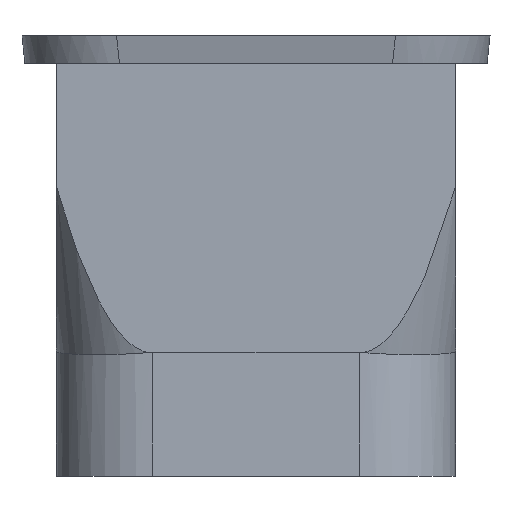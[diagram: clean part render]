
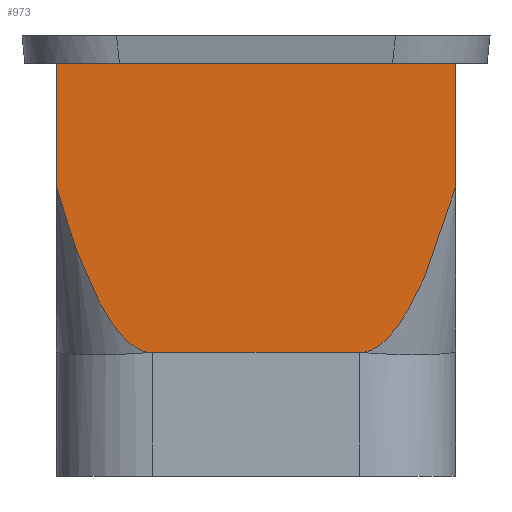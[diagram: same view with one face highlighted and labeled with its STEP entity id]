
A CAD part, left-side view. The second image highlights one B-rep face of the part: STEP entity #973.
In plain terms, the highlighted planar face has unit normal (-1, 0, 0).
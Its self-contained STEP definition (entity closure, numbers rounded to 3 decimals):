
#379 = VERTEX_POINT('',#380);
#380 = CARTESIAN_POINT('',(0.,7.,9.));
#402 = VERTEX_POINT('',#403);
#403 = CARTESIAN_POINT('',(0.,22.,9.));
#411 = EDGE_CURVE('',#402,#379,#412,.T.);
#412 = LINE('',#413,#414);
#413 = CARTESIAN_POINT('',(0.,29.,9.));
#414 = VECTOR('',#415,1.);
#415 = DIRECTION('',(0.,-1.,0.));
#901 = VERTEX_POINT('',#902);
#902 = CARTESIAN_POINT('',(0.,0.,21.022));
#909 = EDGE_CURVE('',#901,#910,#912,.T.);
#910 = VERTEX_POINT('',#911);
#911 = CARTESIAN_POINT('',(0.,0.,30.));
#912 = LINE('',#913,#914);
#913 = CARTESIAN_POINT('',(0.,0.,0.));
#914 = VECTOR('',#915,1.);
#915 = DIRECTION('',(0.,0.,1.));
#936 = EDGE_CURVE('',#901,#937,#939,.T.);
#937 = VERTEX_POINT('',#938);
#938 = CARTESIAN_POINT('',(0.,6.864,9.));
#939 = ELLIPSE('',#940,30.266,7.);
#940 = AXIS2_PLACEMENT_3D('',#941,#942,#943);
#941 = CARTESIAN_POINT('',(0.,3.77,39.098));
#942 = DIRECTION('',(1.,0.,0.));
#943 = DIRECTION('',(0.,-0.108,0.994));
#961 = EDGE_CURVE('',#937,#379,#962,.T.);
#962 = LINE('',#963,#964);
#963 = CARTESIAN_POINT('',(0.,14.5,9.));
#964 = VECTOR('',#965,1.);
#965 = DIRECTION('',(0.,1.,0.));
#973 = ADVANCED_FACE('',(#974),#1011,.F.);
#974 = FACE_BOUND('',#975,.F.);
#975 = EDGE_LOOP('',(#976,#987,#995,#1001,#1002,#1003,#1004,#1005));
#976 = ORIENTED_EDGE('',*,*,#977,.T.);
#977 = EDGE_CURVE('',#978,#980,#982,.T.);
#978 = VERTEX_POINT('',#979);
#979 = CARTESIAN_POINT('',(0.,22.136,9.));
#980 = VERTEX_POINT('',#981);
#981 = CARTESIAN_POINT('',(0.,29.,21.022));
#982 = ELLIPSE('',#983,30.266,7.);
#983 = AXIS2_PLACEMENT_3D('',#984,#985,#986);
#984 = CARTESIAN_POINT('',(0.,25.23,39.098));
#985 = DIRECTION('',(1.,0.,-0.));
#986 = DIRECTION('',(0.,0.108,0.994));
#987 = ORIENTED_EDGE('',*,*,#988,.T.);
#988 = EDGE_CURVE('',#980,#989,#991,.T.);
#989 = VERTEX_POINT('',#990);
#990 = CARTESIAN_POINT('',(0.,29.,30.));
#991 = LINE('',#992,#993);
#992 = CARTESIAN_POINT('',(0.,29.,0.));
#993 = VECTOR('',#994,1.);
#994 = DIRECTION('',(0.,0.,1.));
#995 = ORIENTED_EDGE('',*,*,#996,.T.);
#996 = EDGE_CURVE('',#989,#910,#997,.T.);
#997 = LINE('',#998,#999);
#998 = CARTESIAN_POINT('',(0.,29.,30.));
#999 = VECTOR('',#1000,1.);
#1000 = DIRECTION('',(0.,-1.,0.));
#1001 = ORIENTED_EDGE('',*,*,#909,.F.);
#1002 = ORIENTED_EDGE('',*,*,#936,.T.);
#1003 = ORIENTED_EDGE('',*,*,#961,.T.);
#1004 = ORIENTED_EDGE('',*,*,#411,.F.);
#1005 = ORIENTED_EDGE('',*,*,#1006,.T.);
#1006 = EDGE_CURVE('',#402,#978,#1007,.T.);
#1007 = LINE('',#1008,#1009);
#1008 = CARTESIAN_POINT('',(0.,14.5,9.));
#1009 = VECTOR('',#1010,1.);
#1010 = DIRECTION('',(0.,1.,0.));
#1011 = PLANE('',#1012);
#1012 = AXIS2_PLACEMENT_3D('',#1013,#1014,#1015);
#1013 = CARTESIAN_POINT('',(0.,29.,0.));
#1014 = DIRECTION('',(1.,0.,0.));
#1015 = DIRECTION('',(0.,-1.,0.));
